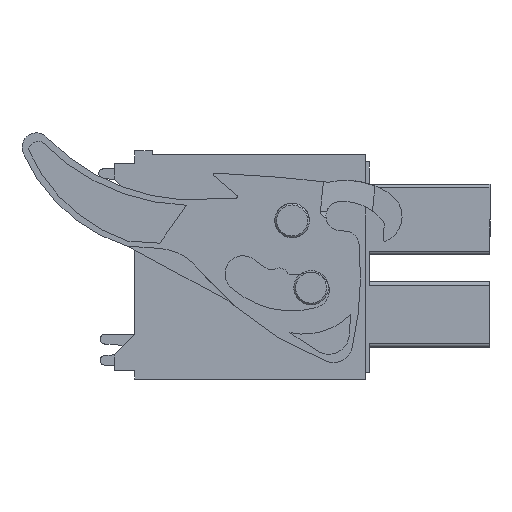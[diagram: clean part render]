
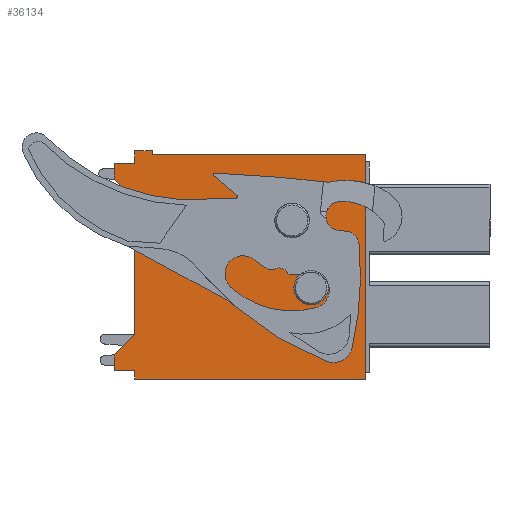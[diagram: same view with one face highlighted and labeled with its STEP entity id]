
A CAD part, left-side view. The second image highlights one B-rep face of the part: STEP entity #36134.
In plain terms, the highlighted planar face has unit normal (-1, 0, 0).
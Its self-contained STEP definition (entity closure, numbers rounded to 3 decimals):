
#770=CIRCLE('',#37926,1.);
#771=CIRCLE('',#37927,1.);
#3920=ORIENTED_EDGE('',*,*,#12191,.T.);
#3921=ORIENTED_EDGE('',*,*,#12192,.T.);
#3922=ORIENTED_EDGE('',*,*,#10810,.F.);
#3923=ORIENTED_EDGE('',*,*,#12193,.T.);
#3924=ORIENTED_EDGE('',*,*,#12194,.F.);
#3925=ORIENTED_EDGE('',*,*,#12195,.T.);
#3926=ORIENTED_EDGE('',*,*,#10839,.F.);
#3927=ORIENTED_EDGE('',*,*,#11056,.T.);
#3928=ORIENTED_EDGE('',*,*,#12182,.T.);
#3929=ORIENTED_EDGE('',*,*,#10622,.F.);
#3930=ORIENTED_EDGE('',*,*,#12196,.T.);
#3931=ORIENTED_EDGE('',*,*,#12197,.T.);
#3932=ORIENTED_EDGE('',*,*,#10907,.F.);
#3933=ORIENTED_EDGE('',*,*,#12198,.F.);
#3934=ORIENTED_EDGE('',*,*,#12199,.T.);
#3935=ORIENTED_EDGE('',*,*,#12200,.T.);
#10622=EDGE_CURVE('',#15279,#15281,#18372,.T.);
#10810=EDGE_CURVE('',#15459,#15460,#18514,.T.);
#10839=EDGE_CURVE('',#15488,#15489,#18543,.T.);
#10907=EDGE_CURVE('',#15556,#15557,#18611,.T.);
#11056=EDGE_CURVE('',#15488,#15673,#18760,.T.);
#12182=EDGE_CURVE('',#15673,#15281,#19749,.T.);
#12191=EDGE_CURVE('',#16356,#16356,#770,.T.);
#12192=EDGE_CURVE('',#16357,#16357,#771,.T.);
#12193=EDGE_CURVE('',#15459,#16358,#19758,.T.);
#12194=EDGE_CURVE('',#16359,#16358,#19759,.T.);
#12195=EDGE_CURVE('',#16359,#15489,#19760,.T.);
#12196=EDGE_CURVE('',#15279,#16360,#19761,.T.);
#12197=EDGE_CURVE('',#16360,#15557,#19762,.T.);
#12198=EDGE_CURVE('',#16361,#15556,#19763,.T.);
#12199=EDGE_CURVE('',#16361,#16362,#19764,.T.);
#12200=EDGE_CURVE('',#16362,#15460,#19765,.T.);
#15279=VERTEX_POINT('',#48336);
#15281=VERTEX_POINT('',#48339);
#15459=VERTEX_POINT('',#48733);
#15460=VERTEX_POINT('',#48735);
#15488=VERTEX_POINT('',#48792);
#15489=VERTEX_POINT('',#48794);
#15556=VERTEX_POINT('',#48929);
#15557=VERTEX_POINT('',#48931);
#15673=VERTEX_POINT('',#49229);
#16356=VERTEX_POINT('',#52504);
#16357=VERTEX_POINT('',#52506);
#16358=VERTEX_POINT('',#52508);
#16359=VERTEX_POINT('',#52510);
#16360=VERTEX_POINT('',#52513);
#16361=VERTEX_POINT('',#52516);
#16362=VERTEX_POINT('',#52518);
#18372=LINE('',#48338,#22340);
#18514=LINE('',#48734,#22482);
#18543=LINE('',#48793,#22511);
#18611=LINE('',#48930,#22579);
#18760=LINE('',#49230,#22728);
#19749=LINE('',#52487,#23717);
#19758=LINE('',#52507,#23726);
#19759=LINE('',#52509,#23727);
#19760=LINE('',#52511,#23728);
#19761=LINE('',#52512,#23729);
#19762=LINE('',#52514,#23730);
#19763=LINE('',#52515,#23731);
#19764=LINE('',#52517,#23732);
#19765=LINE('',#52519,#23733);
#22340=VECTOR('',#39734,1000.);
#22482=VECTOR('',#40026,1000.);
#22511=VECTOR('',#40057,1000.);
#22579=VECTOR('',#40127,1000.);
#22728=VECTOR('',#40344,1000.);
#23717=VECTOR('',#42169,1000.);
#23726=VECTOR('',#42186,1000.);
#23727=VECTOR('',#42187,1000.);
#23728=VECTOR('',#42188,1000.);
#23729=VECTOR('',#42189,1000.);
#23730=VECTOR('',#42190,1000.);
#23731=VECTOR('',#42191,1000.);
#23732=VECTOR('',#42192,1000.);
#23733=VECTOR('',#42193,1000.);
#26803=EDGE_LOOP('',(#3920));
#26804=EDGE_LOOP('',(#3921));
#26805=EDGE_LOOP('',(#3922,#3923,#3924,#3925,#3926,#3927,#3928,#3929,#3930,
#3931,#3932,#3933,#3934,#3935));
#28701=FACE_BOUND('',#26803,.T.);
#28702=FACE_BOUND('',#26804,.T.);
#28703=FACE_BOUND('',#26805,.T.);
#30373=PLANE('',#37925);
#36134=ADVANCED_FACE('',(#28701,#28702,#28703),#30373,.F.);
#37925=AXIS2_PLACEMENT_3D('',#52502,#42180,#42181);
#37926=AXIS2_PLACEMENT_3D('',#52503,#42182,#42183);
#37927=AXIS2_PLACEMENT_3D('',#52505,#42184,#42185);
#39734=DIRECTION('',(0.,-1.,0.));
#40026=DIRECTION('',(0.,0.,1.));
#40057=DIRECTION('',(0.,0.,1.));
#40127=DIRECTION('',(0.,0.,1.));
#40344=DIRECTION('',(0.,-1.,0.));
#42169=DIRECTION('',(0.,0.,1.));
#42180=DIRECTION('',(1.,0.,0.));
#42181=DIRECTION('',(0.,0.,-1.));
#42182=DIRECTION('',(1.,0.,0.));
#42183=DIRECTION('',(0.,0.,-1.));
#42184=DIRECTION('',(1.,0.,0.));
#42185=DIRECTION('',(0.,0.,-1.));
#42186=DIRECTION('',(0.,0.707,-0.707));
#42187=DIRECTION('',(0.,0.,1.));
#42188=DIRECTION('',(0.,-1.,0.));
#42189=DIRECTION('',(0.,0.,1.));
#42190=DIRECTION('',(0.,1.,0.));
#42191=DIRECTION('',(0.,-1.,0.));
#42192=DIRECTION('',(0.,0.,-1.));
#42193=DIRECTION('',(0.,-0.707,-0.707));
#48336=CARTESIAN_POINT('',(-16.15,12.4,6.5));
#48338=CARTESIAN_POINT('',(-16.15,13.4,6.5));
#48339=CARTESIAN_POINT('',(-16.15,0.,6.5));
#48733=CARTESIAN_POINT('',(-16.15,13.4,-3.9));
#48734=CARTESIAN_POINT('',(-16.15,13.4,-6.5));
#48735=CARTESIAN_POINT('',(-16.15,13.4,3.9));
#48792=CARTESIAN_POINT('',(-16.15,13.4,-6.5));
#48793=CARTESIAN_POINT('',(-16.15,13.4,-6.5));
#48794=CARTESIAN_POINT('',(-16.15,13.4,-6.));
#48929=CARTESIAN_POINT('',(-16.15,13.4,6.));
#48930=CARTESIAN_POINT('',(-16.15,13.4,-6.5));
#48931=CARTESIAN_POINT('',(-16.15,13.4,6.75));
#49229=CARTESIAN_POINT('',(-16.15,0.,-6.5));
#49230=CARTESIAN_POINT('',(-16.15,13.4,-6.5));
#52487=CARTESIAN_POINT('',(-16.15,0.,-6.5));
#52502=CARTESIAN_POINT('',(-16.15,13.4,-6.5));
#52503=CARTESIAN_POINT('',(-16.15,4.28,2.7));
#52504=CARTESIAN_POINT('',(-16.15,4.28,1.7));
#52505=CARTESIAN_POINT('',(-16.15,3.18,-1.2));
#52506=CARTESIAN_POINT('',(-16.15,3.18,-2.2));
#52507=CARTESIAN_POINT('',(-16.15,14.6,-5.1));
#52508=CARTESIAN_POINT('',(-16.15,14.6,-5.1));
#52509=CARTESIAN_POINT('',(-16.15,14.6,-6.));
#52510=CARTESIAN_POINT('',(-16.15,14.6,-6.));
#52511=CARTESIAN_POINT('',(-16.15,14.6,-6.));
#52512=CARTESIAN_POINT('',(-16.15,12.4,6.5));
#52513=CARTESIAN_POINT('',(-16.15,12.4,6.75));
#52514=CARTESIAN_POINT('',(-16.15,12.4,6.75));
#52515=CARTESIAN_POINT('',(-16.15,14.6,6.));
#52516=CARTESIAN_POINT('',(-16.15,14.6,6.));
#52517=CARTESIAN_POINT('',(-16.15,14.6,6.));
#52518=CARTESIAN_POINT('',(-16.15,14.6,5.1));
#52519=CARTESIAN_POINT('',(-16.15,13.4,3.9));
